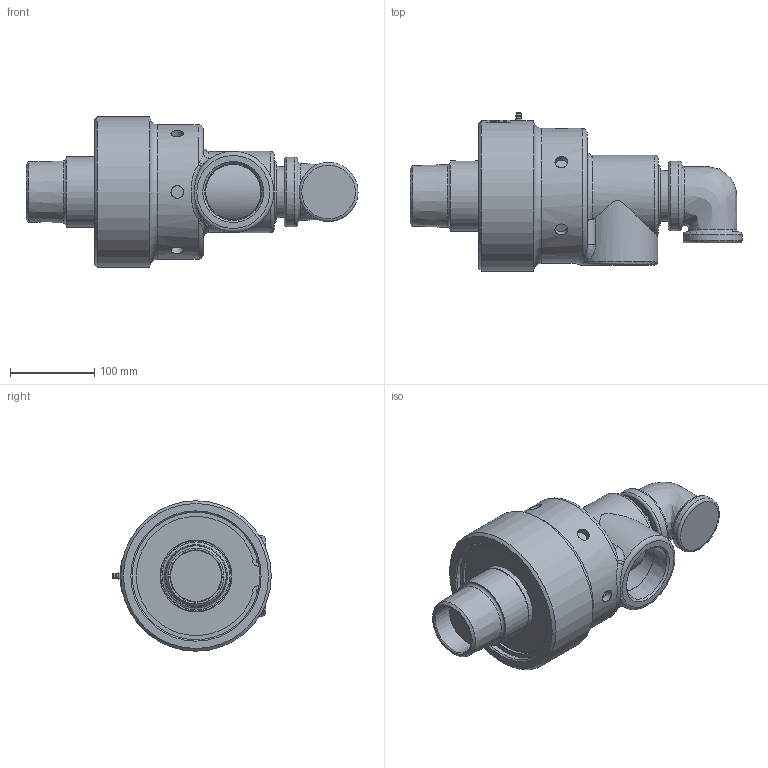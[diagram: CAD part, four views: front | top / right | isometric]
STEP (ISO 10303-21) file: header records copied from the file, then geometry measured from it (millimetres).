
FILE_DESCRIPTION(/* description */ (''),/* implementation_level */ '2;1');
FILE_NAME(/* name */ '755-701-413117-IC.stp',/* time_stamp */ '2020-05-20T11:11:51-05:00',/* author */ ('dyurkovich'),/* organization */ (''),/* preprocessor_version */ 'ST-DEVELOPER v18',/* originating_system */ 'Autodesk Inventor 2020',/* authorisation */ '');
FILE_SCHEMA (('AUTOMOTIVE_DESIGN { 1 0 10303 214 3 1 1 }'));
Products named in the file (1): 755-701-413117-IC
Bounding box: 393.17 x 187.59 x 178.18 mm (x, y, z)
Volume: 4239077.7 mm3; surface area: 227093.6 mm2
Topology: 1 solids, 3 shells, 1963 faces, 5257 edges, 3515 vertices
Faces by surface type: plane 841, bspline 839, cylinder 238, cone 30, torus 15
Full cylindrical faces by diameter (mm): 2.005 x1, 3.5 x1, 3.962 x2, 5.359 x1, 6.35 x1, 15 x6, 60.3 x1, 65.481 x1, 69.85 x1, 80.6 x1, 82.55 x1, 83.3 x1, 84.96 x1, 85 x1, 151 x1, 159.9 x1, 178.18 x1
Entity records: 203179 total; most frequent: CARTESIAN_POINT 156895, ORIENTED_EDGE 10520, DIRECTION 8001, EDGE_CURVE 5260, VERTEX_POINT 3515, AXIS2_PLACEMENT_3D 2887, LINE 2227, VECTOR 2227
